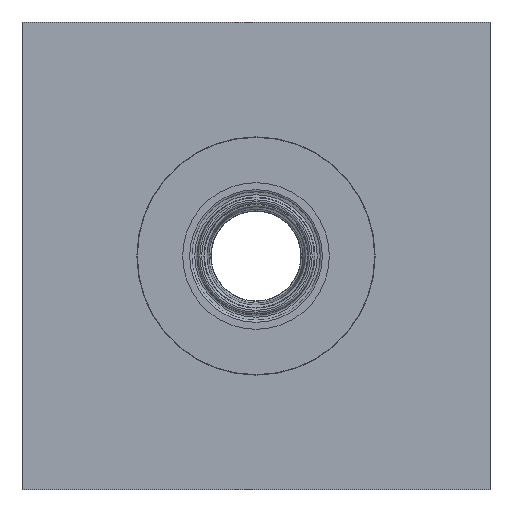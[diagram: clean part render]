
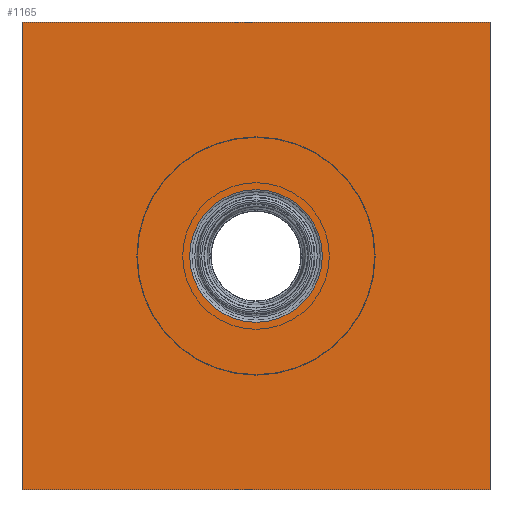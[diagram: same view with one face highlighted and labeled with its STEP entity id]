
A CAD part, top view. The second image highlights one B-rep face of the part: STEP entity #1165.
In plain terms, the highlighted planar face has unit normal (0, 0, 1).
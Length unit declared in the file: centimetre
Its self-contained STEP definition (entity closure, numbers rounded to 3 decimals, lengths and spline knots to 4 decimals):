
#35=FACE_BOUND('',#224,.T.);
#52=PLANE('',#1442);
#142=FACE_OUTER_BOUND('',#223,.T.);
#223=EDGE_LOOP('',(#954,#955,#956,#957));
#224=EDGE_LOOP('',(#958));
#354=CIRCLE('',#1443,70.8894);
#465=VERTEX_POINT('',#2209);
#466=VERTEX_POINT('',#2210);
#469=VERTEX_POINT('',#2218);
#471=VERTEX_POINT('',#2224);
#486=VERTEX_POINT('',#2272);
#620=EDGE_CURVE('',#465,#466,#1230,.T.);
#624=EDGE_CURVE('',#469,#465,#1234,.T.);
#627=EDGE_CURVE('',#471,#469,#1237,.T.);
#630=EDGE_CURVE('',#466,#471,#1240,.T.);
#651=EDGE_CURVE('',#486,#486,#354,.T.);
#954=ORIENTED_EDGE('',*,*,#620,.T.);
#955=ORIENTED_EDGE('',*,*,#630,.T.);
#956=ORIENTED_EDGE('',*,*,#627,.T.);
#957=ORIENTED_EDGE('',*,*,#624,.T.);
#958=ORIENTED_EDGE('',*,*,#651,.F.);
#1165=ADVANCED_FACE('',(#142,#35),#52,.T.);
#1230=LINE('',#2211,#1278);
#1234=LINE('',#2219,#1282);
#1237=LINE('',#2225,#1285);
#1240=LINE('',#2230,#1288);
#1278=VECTOR('',#1766,10.);
#1282=VECTOR('',#1772,10.);
#1285=VECTOR('',#1777,10.);
#1288=VECTOR('',#1782,10.);
#1442=AXIS2_PLACEMENT_3D('',#2271,#1833,#1834);
#1443=AXIS2_PLACEMENT_3D('',#2273,#1835,#1836);
#1766=DIRECTION('',(0.,1.,0.));
#1772=DIRECTION('',(1.,0.,0.));
#1777=DIRECTION('',(0.,-1.,0.));
#1782=DIRECTION('',(-1.,0.,0.));
#1833=DIRECTION('center_axis',(0.,0.,1.));
#1834=DIRECTION('ref_axis',(0.,-1.,0.));
#1835=DIRECTION('center_axis',(0.,0.,1.));
#1836=DIRECTION('ref_axis',(1.,0.,0.));
#2209=CARTESIAN_POINT('',(250.,-250.,157.5));
#2210=CARTESIAN_POINT('',(250.,250.,157.5));
#2211=CARTESIAN_POINT('',(250.,-250.,157.5));
#2218=CARTESIAN_POINT('',(-250.,-250.,157.5));
#2219=CARTESIAN_POINT('',(-250.,-250.,157.5));
#2224=CARTESIAN_POINT('',(-250.,250.,157.5));
#2225=CARTESIAN_POINT('',(-250.,250.,157.5));
#2230=CARTESIAN_POINT('',(250.,250.,157.5));
#2271=CARTESIAN_POINT('Origin',(-70.8894,0.,
157.5));
#2272=CARTESIAN_POINT('',(0.,70.8894,157.5));
#2273=CARTESIAN_POINT('Origin',(0.,0.,157.5));
